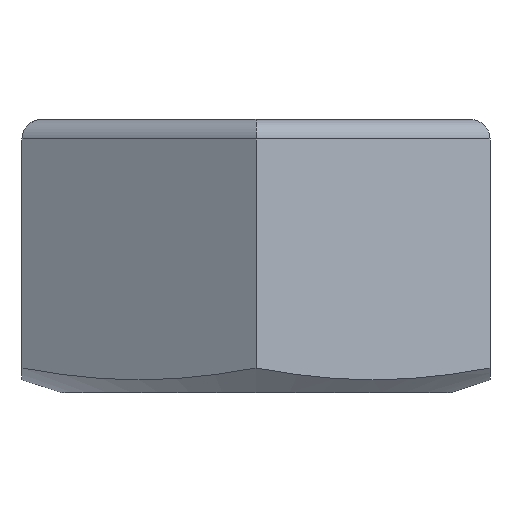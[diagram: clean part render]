
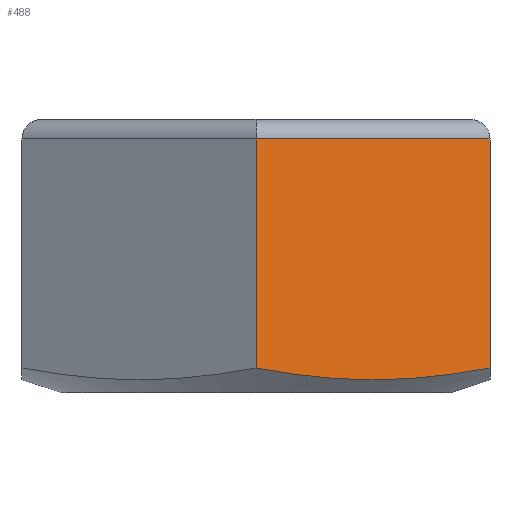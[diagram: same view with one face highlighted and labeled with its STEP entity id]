
A CAD part, front view. The second image highlights one B-rep face of the part: STEP entity #488.
In plain terms, the highlighted planar face has unit normal (0.5, -0.866, 0).
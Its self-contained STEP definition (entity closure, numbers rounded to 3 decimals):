
#182 = VERTEX_POINT('',#183);
#183 = CARTESIAN_POINT('',(0.,-13.856,1.253));
#190 = EDGE_CURVE('',#182,#191,#193,.T.);
#191 = VERTEX_POINT('',#192);
#192 = CARTESIAN_POINT('',(12.,-6.928,1.253
    ));
#193 = HYPERBOLA('',#194,3.899,12.);
#194 = AXIS2_PLACEMENT_3D('',#195,#196,#197);
#195 = CARTESIAN_POINT('',(6.,-10.392,
    -3.249));
#196 = DIRECTION('',(-0.5,0.866,0.));
#197 = DIRECTION('',(0.,0.,1.));
#238 = EDGE_CURVE('',#191,#239,#241,.T.);
#239 = VERTEX_POINT('',#240);
#240 = CARTESIAN_POINT('',(12.,-6.928,13.));
#241 = LINE('',#242,#243);
#242 = CARTESIAN_POINT('',(12.,-6.928,0.));
#243 = VECTOR('',#244,1.);
#244 = DIRECTION('',(0.,0.,1.));
#488 = ADVANCED_FACE('',(#489),#507,.F.);
#489 = FACE_BOUND('',#490,.F.);
#490 = EDGE_LOOP('',(#491,#492,#493,#501));
#491 = ORIENTED_EDGE('',*,*,#238,.F.);
#492 = ORIENTED_EDGE('',*,*,#190,.F.);
#493 = ORIENTED_EDGE('',*,*,#494,.T.);
#494 = EDGE_CURVE('',#182,#495,#497,.T.);
#495 = VERTEX_POINT('',#496);
#496 = CARTESIAN_POINT('',(0.,-13.856,13.));
#497 = LINE('',#498,#499);
#498 = CARTESIAN_POINT('',(0.,-13.856,0.));
#499 = VECTOR('',#500,1.);
#500 = DIRECTION('',(0.,0.,1.));
#501 = ORIENTED_EDGE('',*,*,#502,.T.);
#502 = EDGE_CURVE('',#495,#239,#503,.T.);
#503 = LINE('',#504,#505);
#504 = CARTESIAN_POINT('',(0.,-13.856,13.));
#505 = VECTOR('',#506,1.);
#506 = DIRECTION('',(0.866,0.5,0.));
#507 = PLANE('',#508);
#508 = AXIS2_PLACEMENT_3D('',#509,#510,#511);
#509 = CARTESIAN_POINT('',(0.,-13.856,0.));
#510 = DIRECTION('',(-0.5,0.866,0.));
#511 = DIRECTION('',(0.866,0.5,0.));
